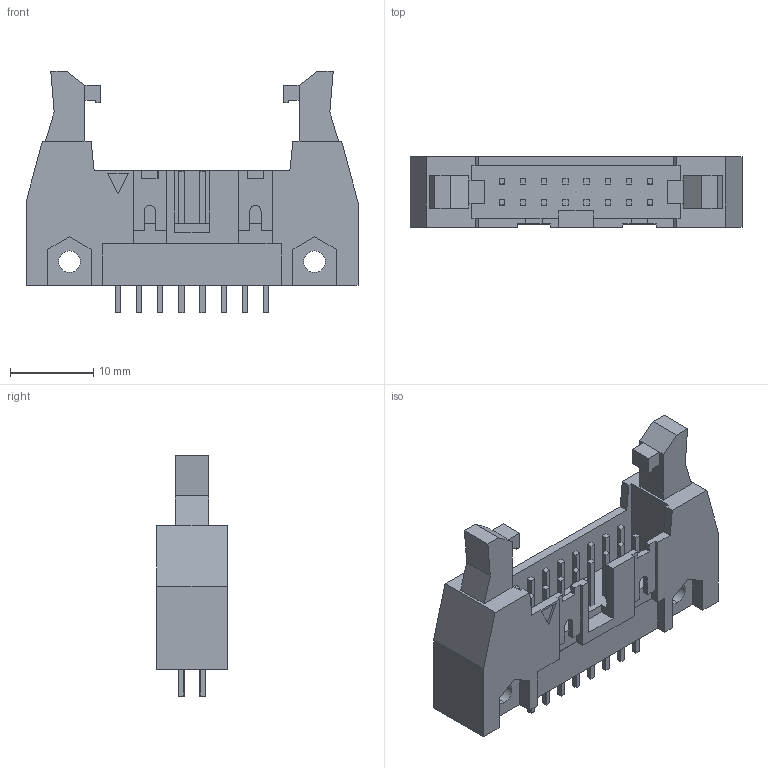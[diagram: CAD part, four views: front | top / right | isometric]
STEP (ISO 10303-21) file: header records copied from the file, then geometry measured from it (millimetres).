
FILE_DESCRIPTION (( 'STEP AP214' ), '1' );
FILE_NAME ('User Library-LP16VEJ.STEP', '2016-03-11T09:45:46', ( 'Windows User' ), ( '' ), 'SwSTEP 2.0', 'SolidWorks 2016', '' );
FILE_SCHEMA (( 'AUTOMOTIVE_DESIGN' ));
Length unit declared in the file: millimetre
Products named in the file (3): User Library-LP16VEJ_Fusion; User Library-LP16VEJ_LP16VEJ; User Library-LP16VEJ
Assembly tree (2 placements, depth 2):
  User Library-LP16VEJ
    User Library-LP16VEJ_LP16VEJ
    User Library-LP16VEJ_Fusion
Bounding box: 39.9 x 8.5 x 29.04 mm (x, y, z)
Volume: 3794.4 mm3; surface area: 3895.1 mm2
Topology: 17 solids, 17 shells, 252 faces, 619 edges, 410 vertices
Faces by surface type: plane 240, cylinder 12
Entity records: 10316 total; most frequent: CARTESIAN_POINT 1286, ORIENTED_EDGE 1238, DIRECTION 1157, EDGE_CURVE 619, VECTOR 595, LINE 595, VERTEX_POINT 410, AXIS2_PLACEMENT_3D 281
